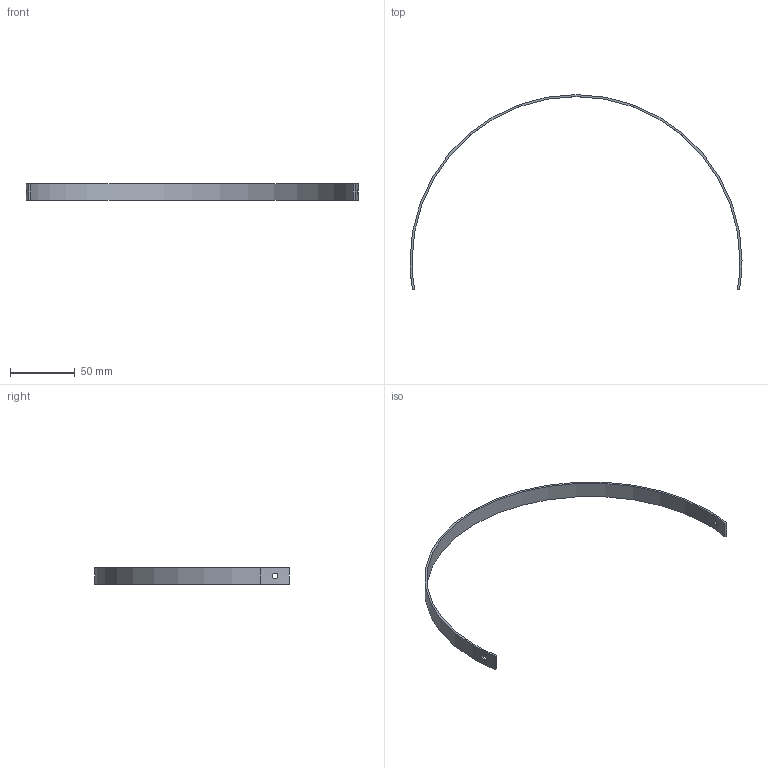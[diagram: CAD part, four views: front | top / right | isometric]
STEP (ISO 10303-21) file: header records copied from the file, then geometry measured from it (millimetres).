
FILE_DESCRIPTION (( 'STEP AP203' ), '1' );
FILE_NAME ('D0902791-v1_aLIGO_VE_Viewport Guard Dust Cover.STEP', '2009-12-22T20:11:54', ( ' ' ), ( ' ' ), 'SwSTEP 2.0', 'SolidWorks 2009', '' );
FILE_SCHEMA (( 'CONFIG_CONTROL_DESIGN' ));
Length unit declared in the file: inch
Products named in the file (1): D0902791-v1_aLIGO_VE_Viewport Guard Dust Cover
Bounding box: 257.18 x 150.92 x 12.7 mm (x, y, z)
Volume: 8943.2 mm3; surface area: 12768.5 mm2
Topology: 1 solids, 1 shells, 14 faces, 36 edges, 24 vertices
Faces by surface type: cylinder 10, plane 4
Entity records: 735 total; most frequent: CARTESIAN_POINT 307, ORIENTED_EDGE 72, DIRECTION 70, EDGE_CURVE 36, AXIS2_PLACEMENT_3D 27, VERTEX_POINT 24, EDGE_LOOP 18, VECTOR 16
